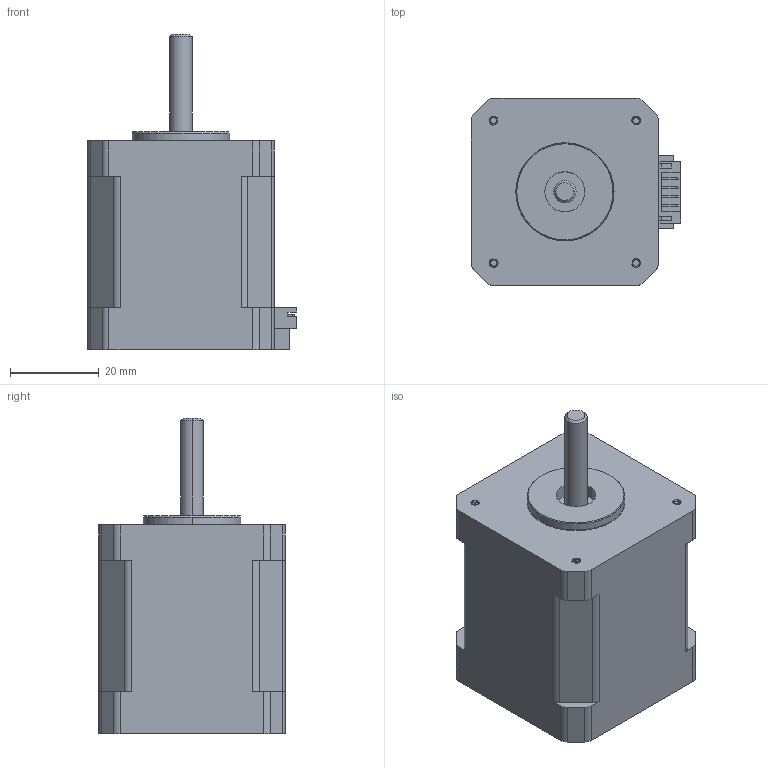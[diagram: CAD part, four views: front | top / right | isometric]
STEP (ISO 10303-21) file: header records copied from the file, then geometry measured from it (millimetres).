
FILE_DESCRIPTION (( 'STEP AP203' ), '1' );
FILE_NAME ('Stepper motor SUPER POWER.STEP', '2025-10-26T22:44:32', ( '' ), ( '' ), 'SwSTEP 2.0', 'SolidWorks 2025', '' );
FILE_SCHEMA (( 'CONFIG_CONTROL_DESIGN' ));
Length unit declared in the file: millimetre
Products named in the file (1): Stepper motor SUPER POWER
Bounding box: 47 x 42 x 71 mm (x, y, z)
Volume: 81090.8 mm3; surface area: 12430.2 mm2
Topology: 2 solids, 2 shells, 322 faces, 845 edges, 544 vertices
Faces by surface type: plane 182, cylinder 122, bspline 12, cone 4, torus 2
Entity records: 14682 total; most frequent: CARTESIAN_POINT 7212, ORIENTED_EDGE 1690, DIRECTION 1361, EDGE_CURVE 845, VECTOR 555, LINE 555, VERTEX_POINT 544, AXIS2_PLACEMENT_3D 403
